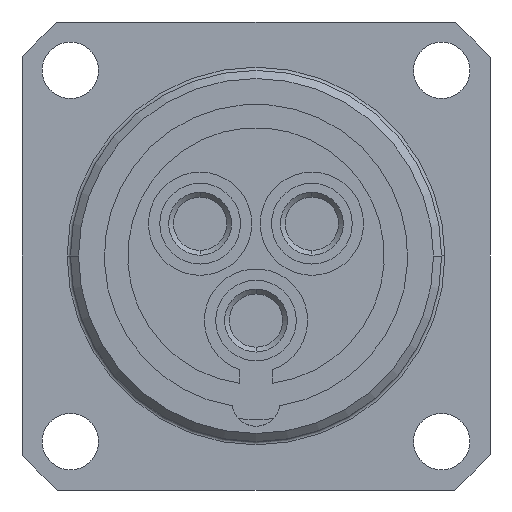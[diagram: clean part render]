
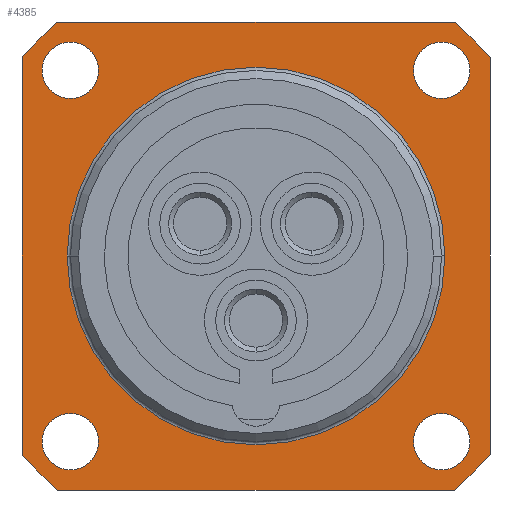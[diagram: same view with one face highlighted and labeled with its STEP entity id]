
A CAD part, left-side view. The second image highlights one B-rep face of the part: STEP entity #4385.
In plain terms, the highlighted planar face has unit normal (-1, 0, 0).
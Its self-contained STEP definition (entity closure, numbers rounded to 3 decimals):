
#65=CARTESIAN_POINT('',(10.6,0.,0.));
#66=DIRECTION('',(1.,0.,0.));
#67=DIRECTION('',(0.,1.,0.));
#68=AXIS2_PLACEMENT_3D('',#65,#66,#67);
#80=CARTESIAN_POINT('',(10.6,0.,0.));
#81=DIRECTION('',(1.,0.,0.));
#82=DIRECTION('',(0.,-1.,0.));
#83=AXIS2_PLACEMENT_3D('',#80,#81,#82);
#531=CARTESIAN_POINT('',(10.6,0.,0.));
#532=DIRECTION('',(-1.,0.,0.));
#533=DIRECTION('',(0.,0.763,-0.646));
#534=AXIS2_PLACEMENT_3D('',#531,#532,#533);
#536=DIRECTION('',(0.,0.,-1.));
#537=VECTOR('',#536,24.556);
#538=CARTESIAN_POINT('',(10.6,14.5,12.278));
#539=LINE('874',#538,#537);
#540=CARTESIAN_POINT('',(10.6,0.,0.));
#541=DIRECTION('',(-1.,0.,0.));
#542=DIRECTION('',(0.,0.646,0.763));
#543=AXIS2_PLACEMENT_3D('',#540,#541,#542);
#545=DIRECTION('',(0.,1.,0.));
#546=VECTOR('',#545,24.556);
#547=CARTESIAN_POINT('',(10.6,-12.278,14.5));
#548=LINE('873',#547,#546);
#549=CARTESIAN_POINT('',(10.6,0.,0.));
#550=DIRECTION('',(-1.,0.,0.));
#551=DIRECTION('',(0.,-0.763,0.646));
#552=AXIS2_PLACEMENT_3D('',#549,#550,#551);
#554=DIRECTION('',(0.,0.,1.));
#555=VECTOR('',#554,24.556);
#556=CARTESIAN_POINT('',(10.6,-14.5,-12.278));
#557=LINE('872',#556,#555);
#558=CARTESIAN_POINT('',(10.6,0.,0.));
#559=DIRECTION('',(-1.,0.,0.));
#560=DIRECTION('',(0.,-0.646,-0.763));
#561=AXIS2_PLACEMENT_3D('',#558,#559,#560);
#563=DIRECTION('',(0.,-1.,0.));
#564=VECTOR('',#563,24.556);
#565=CARTESIAN_POINT('',(10.6,12.278,-14.5));
#566=LINE('871',#565,#564);
#567=CARTESIAN_POINT('',(10.6,11.5,11.5));
#568=DIRECTION('',(1.,0.,0.));
#569=DIRECTION('',(0.,1.,0.));
#570=AXIS2_PLACEMENT_3D('',#567,#568,#569);
#572=CARTESIAN_POINT('',(10.6,11.5,11.5));
#573=DIRECTION('',(1.,0.,0.));
#574=DIRECTION('',(0.,-1.,0.));
#575=AXIS2_PLACEMENT_3D('',#572,#573,#574);
#577=CARTESIAN_POINT('',(10.6,-11.5,11.5));
#578=DIRECTION('',(1.,0.,0.));
#579=DIRECTION('',(0.,1.,0.));
#580=AXIS2_PLACEMENT_3D('',#577,#578,#579);
#582=CARTESIAN_POINT('',(10.6,-11.5,11.5));
#583=DIRECTION('',(1.,0.,0.));
#584=DIRECTION('',(0.,-1.,0.));
#585=AXIS2_PLACEMENT_3D('',#582,#583,#584);
#587=CARTESIAN_POINT('',(10.6,-11.5,-11.5));
#588=DIRECTION('',(1.,0.,0.));
#589=DIRECTION('',(0.,1.,0.));
#590=AXIS2_PLACEMENT_3D('',#587,#588,#589);
#592=CARTESIAN_POINT('',(10.6,-11.5,-11.5));
#593=DIRECTION('',(1.,0.,0.));
#594=DIRECTION('',(0.,-1.,0.));
#595=AXIS2_PLACEMENT_3D('',#592,#593,#594);
#597=CARTESIAN_POINT('',(10.6,11.5,-11.5));
#598=DIRECTION('',(1.,0.,0.));
#599=DIRECTION('',(0.,1.,0.));
#600=AXIS2_PLACEMENT_3D('',#597,#598,#599);
#602=CARTESIAN_POINT('',(10.6,11.5,-11.5));
#603=DIRECTION('',(1.,0.,0.));
#604=DIRECTION('',(0.,-1.,0.));
#605=AXIS2_PLACEMENT_3D('',#602,#603,#604);
#2992=CARTESIAN_POINT('',(10.6,12.278,-14.5));
#2993=CARTESIAN_POINT('',(10.6,-12.278,-14.5));
#2994=VERTEX_POINT('',#2992);
#2995=VERTEX_POINT('',#2993);
#2996=CARTESIAN_POINT('',(10.6,-14.5,-12.278));
#2997=CARTESIAN_POINT('',(10.6,-14.5,12.278));
#2998=VERTEX_POINT('',#2996);
#2999=VERTEX_POINT('',#2997);
#3000=CARTESIAN_POINT('',(10.6,-12.278,14.5));
#3001=CARTESIAN_POINT('',(10.6,12.278,14.5));
#3002=VERTEX_POINT('',#3000);
#3003=VERTEX_POINT('',#3001);
#3004=CARTESIAN_POINT('',(10.6,14.5,12.278));
#3005=CARTESIAN_POINT('',(10.6,14.5,-12.278));
#3006=VERTEX_POINT('',#3004);
#3007=VERTEX_POINT('',#3005);
#3024=CARTESIAN_POINT('',(10.6,13.25,11.5));
#3025=CARTESIAN_POINT('',(10.6,9.75,11.5));
#3026=VERTEX_POINT('',#3024);
#3027=VERTEX_POINT('',#3025);
#3028=CARTESIAN_POINT('',(10.6,-9.75,11.5));
#3029=CARTESIAN_POINT('',(10.6,-13.25,11.5));
#3030=VERTEX_POINT('',#3028);
#3031=VERTEX_POINT('',#3029);
#3032=CARTESIAN_POINT('',(10.6,-9.75,-11.5));
#3033=CARTESIAN_POINT('',(10.6,-13.25,-11.5));
#3034=VERTEX_POINT('',#3032);
#3035=VERTEX_POINT('',#3033);
#3036=CARTESIAN_POINT('',(10.6,13.25,-11.5));
#3037=CARTESIAN_POINT('',(10.6,9.75,-11.5));
#3038=VERTEX_POINT('',#3036);
#3039=VERTEX_POINT('',#3037);
#3080=CARTESIAN_POINT('',(10.6,-11.7,0.));
#3081=CARTESIAN_POINT('',(10.6,11.7,0.));
#3082=VERTEX_POINT('',#3080);
#3083=VERTEX_POINT('',#3081);
#4334=CARTESIAN_POINT('',(10.6,0.,0.));
#4335=DIRECTION('',(-1.,0.,0.));
#4336=DIRECTION('',(0.,0.,1.));
#4337=AXIS2_PLACEMENT_3D('',#4334,#4335,#4336);
#4338=PLANE('274',#4337);
#4340=ORIENTED_EDGE('946',*,*,#4339,.F.);
#4342=ORIENTED_EDGE('874',*,*,#4341,.F.);
#4344=ORIENTED_EDGE('949',*,*,#4343,.F.);
#4346=ORIENTED_EDGE('873',*,*,#4345,.F.);
#4348=ORIENTED_EDGE('948',*,*,#4347,.F.);
#4350=ORIENTED_EDGE('872',*,*,#4349,.F.);
#4352=ORIENTED_EDGE('947',*,*,#4351,.F.);
#4354=ORIENTED_EDGE('871',*,*,#4353,.F.);
#4355=EDGE_LOOP('274',(#4340,#4342,#4344,#4346,#4348,#4350,#4352,#4354));
#4356=FACE_OUTER_BOUND('274',#4355,.F.);
#4358=ORIENTED_EDGE('883',*,*,#4357,.F.);
#4360=ORIENTED_EDGE('884',*,*,#4359,.F.);
#4361=EDGE_LOOP('274',(#4358,#4360));
#4362=FACE_BOUND('274',#4361,.F.);
#4364=ORIENTED_EDGE('885',*,*,#4363,.F.);
#4366=ORIENTED_EDGE('886',*,*,#4365,.F.);
#4367=EDGE_LOOP('274',(#4364,#4366));
#4368=FACE_BOUND('274',#4367,.F.);
#4370=ORIENTED_EDGE('887',*,*,#4369,.F.);
#4372=ORIENTED_EDGE('888',*,*,#4371,.F.);
#4373=EDGE_LOOP('274',(#4370,#4372));
#4374=FACE_BOUND('274',#4373,.F.);
#4376=ORIENTED_EDGE('889',*,*,#4375,.F.);
#4378=ORIENTED_EDGE('890',*,*,#4377,.F.);
#4379=EDGE_LOOP('274',(#4376,#4378));
#4380=FACE_BOUND('274',#4379,.F.);
#4381=ORIENTED_EDGE('918',*,*,#3786,.F.);
#4382=ORIENTED_EDGE('920',*,*,#3771,.F.);
#4383=EDGE_LOOP('274',(#4381,#4382));
#4384=FACE_BOUND('274',#4383,.F.);
#69=CIRCLE('920',#68,11.7);
#84=CIRCLE('918',#83,11.7);
#535=CIRCLE('946',#534,19.);
#544=CIRCLE('949',#543,19.);
#553=CIRCLE('948',#552,19.);
#562=CIRCLE('947',#561,19.);
#571=CIRCLE('883',#570,1.75);
#576=CIRCLE('884',#575,1.75);
#581=CIRCLE('885',#580,1.75);
#586=CIRCLE('886',#585,1.75);
#591=CIRCLE('887',#590,1.75);
#596=CIRCLE('888',#595,1.75);
#601=CIRCLE('889',#600,1.75);
#606=CIRCLE('890',#605,1.75);
#3771=EDGE_CURVE('920',#3083,#3082,#69,.T.);
#3786=EDGE_CURVE('918',#3082,#3083,#84,.T.);
#4339=EDGE_CURVE('946',#3007,#2994,#535,.T.);
#4341=EDGE_CURVE('874',#3006,#3007,#539,.T.);
#4343=EDGE_CURVE('949',#3003,#3006,#544,.T.);
#4345=EDGE_CURVE('873',#3002,#3003,#548,.T.);
#4347=EDGE_CURVE('948',#2999,#3002,#553,.T.);
#4349=EDGE_CURVE('872',#2998,#2999,#557,.T.);
#4351=EDGE_CURVE('947',#2995,#2998,#562,.T.);
#4353=EDGE_CURVE('871',#2994,#2995,#566,.T.);
#4357=EDGE_CURVE('883',#3026,#3027,#571,.T.);
#4359=EDGE_CURVE('884',#3027,#3026,#576,.T.);
#4363=EDGE_CURVE('885',#3030,#3031,#581,.T.);
#4365=EDGE_CURVE('886',#3031,#3030,#586,.T.);
#4369=EDGE_CURVE('887',#3034,#3035,#591,.T.);
#4371=EDGE_CURVE('888',#3035,#3034,#596,.T.);
#4375=EDGE_CURVE('889',#3038,#3039,#601,.T.);
#4377=EDGE_CURVE('890',#3039,#3038,#606,.T.);
#4385=ADVANCED_FACE('274',(#4356,#4362,#4368,#4374,#4380,#4384),#4338,.T.);
